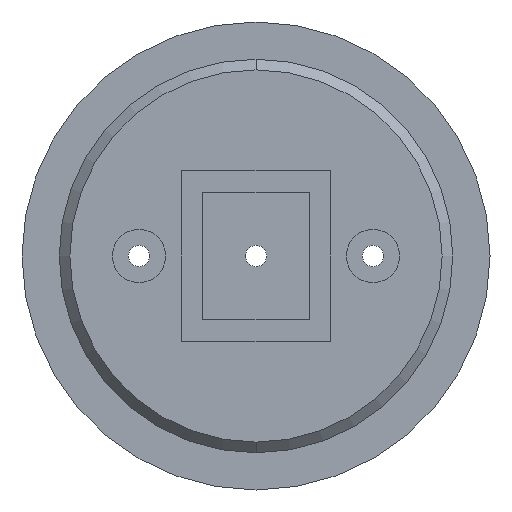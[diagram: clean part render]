
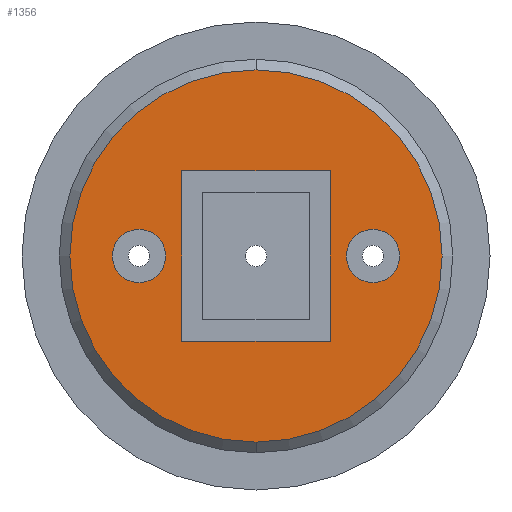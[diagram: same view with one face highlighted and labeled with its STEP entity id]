
A CAD part, front view. The second image highlights one B-rep face of the part: STEP entity #1356.
In plain terms, the highlighted planar face has unit normal (0, -1, 0).
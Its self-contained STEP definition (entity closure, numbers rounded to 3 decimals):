
#11 = ORIENTED_EDGE ( 'NONE', *, *, #367, .F. ) ;
#31 = LINE ( 'NONE', #1289, #1379 ) ;
#34 = CARTESIAN_POINT ( 'NONE',  ( 0., 0., 0. ) ) ;
#53 = EDGE_CURVE ( 'NONE', #1427, #434, #509, .T. ) ;
#57 = DIRECTION ( 'NONE',  ( 0., -1., 0. ) ) ;
#74 = CARTESIAN_POINT ( 'NONE',  ( -3.5, 0., 0. ) ) ;
#91 = VERTEX_POINT ( 'NONE', #717 ) ;
#95 = VERTEX_POINT ( 'NONE', #265 ) ;
#108 = VERTEX_POINT ( 'NONE', #158 ) ;
#119 = AXIS2_PLACEMENT_3D ( 'NONE', #798, #1015, #1245 ) ;
#158 = CARTESIAN_POINT ( 'NONE',  ( -5.5, 0., 1.25 ) ) ;
#176 = DIRECTION ( 'NONE',  ( 0., 0., 1. ) ) ;
#210 = FACE_BOUND ( 'NONE', #610, .T. ) ;
#214 = DIRECTION ( 'NONE',  ( -1., 0., 0. ) ) ;
#219 = ORIENTED_EDGE ( 'NONE', *, *, #428, .F. ) ;
#223 = CIRCLE ( 'NONE', #245, 1.25 ) ;
#245 = AXIS2_PLACEMENT_3D ( 'NONE', #1299, #647, #1177 ) ;
#265 = CARTESIAN_POINT ( 'NONE',  ( 3.5, 0., 4. ) ) ;
#341 = EDGE_CURVE ( 'NONE', #723, #91, #467, .T. ) ;
#367 = EDGE_CURVE ( 'NONE', #500, #445, #883, .T. ) ;
#393 = CARTESIAN_POINT ( 'NONE',  ( -5.5, 0., 0. ) ) ;
#407 = CIRCLE ( 'NONE', #760, 1.25 ) ;
#428 = EDGE_CURVE ( 'NONE', #754, #723, #1269, .T. ) ;
#430 = DIRECTION ( 'NONE',  ( 0., 0., 1. ) ) ;
#434 = VERTEX_POINT ( 'NONE', #742 ) ;
#437 = VERTEX_POINT ( 'NONE', #1075 ) ;
#438 = CARTESIAN_POINT ( 'NONE',  ( -3.5, 0., -4. ) ) ;
#445 = VERTEX_POINT ( 'NONE', #523 ) ;
#467 = LINE ( 'NONE', #1398, #721 ) ;
#494 = ORIENTED_EDGE ( 'NONE', *, *, #944, .F. ) ;
#500 = VERTEX_POINT ( 'NONE', #953 ) ;
#509 = CIRCLE ( 'NONE', #1439, 8.75 ) ;
#523 = CARTESIAN_POINT ( 'NONE',  ( 5.5, 0., 1.25 ) ) ;
#531 = CARTESIAN_POINT ( 'NONE',  ( 0., 0., 0. ) ) ;
#542 = FACE_BOUND ( 'NONE', #1215, .T. ) ;
#610 = EDGE_LOOP ( 'NONE', ( #11, #967 ) ) ;
#647 = DIRECTION ( 'NONE',  ( 0., -1., 0. ) ) ;
#664 = EDGE_LOOP ( 'NONE', ( #670, #1038 ) ) ;
#666 = LINE ( 'NONE', #1006, #962 ) ;
#670 = ORIENTED_EDGE ( 'NONE', *, *, #1279, .T. ) ;
#679 = EDGE_CURVE ( 'NONE', #95, #754, #666, .T. ) ;
#701 = CARTESIAN_POINT ( 'NONE',  ( 0., 0., 0. ) ) ;
#709 = DIRECTION ( 'NONE',  ( 0., 0., 1. ) ) ;
#717 = CARTESIAN_POINT ( 'NONE',  ( 3.5, 0., -4. ) ) ;
#721 = VECTOR ( 'NONE', #837, 1000. ) ;
#723 = VERTEX_POINT ( 'NONE', #438 ) ;
#742 = CARTESIAN_POINT ( 'NONE',  ( 0., 0., 8.75 ) ) ;
#754 = VERTEX_POINT ( 'NONE', #1183 ) ;
#758 = CIRCLE ( 'NONE', #1050, 8.75 ) ;
#760 = AXIS2_PLACEMENT_3D ( 'NONE', #393, #1284, #851 ) ;
#798 = CARTESIAN_POINT ( 'NONE',  ( 5.5, 0., 0. ) ) ;
#817 = ORIENTED_EDGE ( 'NONE', *, *, #679, .F. ) ;
#823 = CIRCLE ( 'NONE', #119, 1.25 ) ;
#837 = DIRECTION ( 'NONE',  ( 1., 0., 0. ) ) ;
#844 = DIRECTION ( 'NONE',  ( 0., 0., -1. ) ) ;
#851 = DIRECTION ( 'NONE',  ( 0., 0., -1. ) ) ;
#863 = PLANE ( 'NONE',  #1206 ) ;
#872 = DIRECTION ( 'NONE',  ( 0., -1., 0. ) ) ;
#883 = CIRCLE ( 'NONE', #1230, 1.25 ) ;
#944 = EDGE_CURVE ( 'NONE', #108, #437, #407, .T. ) ;
#953 = CARTESIAN_POINT ( 'NONE',  ( 5.5, 0., -1.25 ) ) ;
#954 = EDGE_CURVE ( 'NONE', #91, #95, #31, .T. ) ;
#962 = VECTOR ( 'NONE', #214, 1000. ) ;
#963 = FACE_BOUND ( 'NONE', #1290, .T. ) ;
#966 = EDGE_CURVE ( 'NONE', #437, #108, #223, .T. ) ;
#967 = ORIENTED_EDGE ( 'NONE', *, *, #1002, .F. ) ;
#1002 = EDGE_CURVE ( 'NONE', #445, #500, #823, .T. ) ;
#1006 = CARTESIAN_POINT ( 'NONE',  ( 0., 0., 4. ) ) ;
#1015 = DIRECTION ( 'NONE',  ( 0., -1., 0. ) ) ;
#1021 = ORIENTED_EDGE ( 'NONE', *, *, #341, .F. ) ;
#1038 = ORIENTED_EDGE ( 'NONE', *, *, #53, .T. ) ;
#1050 = AXIS2_PLACEMENT_3D ( 'NONE', #531, #872, #1203 ) ;
#1075 = CARTESIAN_POINT ( 'NONE',  ( -5.5, 0., -1.25 ) ) ;
#1158 = CARTESIAN_POINT ( 'NONE',  ( 0., 0., -8.75 ) ) ;
#1177 = DIRECTION ( 'NONE',  ( 0., 0., -1. ) ) ;
#1183 = CARTESIAN_POINT ( 'NONE',  ( -3.5, 0., 4. ) ) ;
#1189 = VECTOR ( 'NONE', #1291, 1000. ) ;
#1197 = ORIENTED_EDGE ( 'NONE', *, *, #954, .F. ) ;
#1203 = DIRECTION ( 'NONE',  ( 0., 0., 1. ) ) ;
#1206 = AXIS2_PLACEMENT_3D ( 'NONE', #34, #1257, #709 ) ;
#1215 = EDGE_LOOP ( 'NONE', ( #1358, #494 ) ) ;
#1230 = AXIS2_PLACEMENT_3D ( 'NONE', #1282, #57, #844 ) ;
#1245 = DIRECTION ( 'NONE',  ( 0., 0., -1. ) ) ;
#1257 = DIRECTION ( 'NONE',  ( 0., 1., 0. ) ) ;
#1269 = LINE ( 'NONE', #74, #1189 ) ;
#1279 = EDGE_CURVE ( 'NONE', #434, #1427, #758, .T. ) ;
#1282 = CARTESIAN_POINT ( 'NONE',  ( 5.5, 0., 0. ) ) ;
#1284 = DIRECTION ( 'NONE',  ( 0., -1., 0. ) ) ;
#1289 = CARTESIAN_POINT ( 'NONE',  ( 3.5, 0., 0. ) ) ;
#1290 = EDGE_LOOP ( 'NONE', ( #1197, #1021, #219, #817 ) ) ;
#1291 = DIRECTION ( 'NONE',  ( 0., 0., -1. ) ) ;
#1299 = CARTESIAN_POINT ( 'NONE',  ( -5.5, 0., 0. ) ) ;
#1317 = FACE_OUTER_BOUND ( 'NONE', #664, .T. ) ;
#1356 = ADVANCED_FACE ( 'NONE', ( #1317, #963, #542, #210 ), #863, .F. ) ;
#1358 = ORIENTED_EDGE ( 'NONE', *, *, #966, .F. ) ;
#1379 = VECTOR ( 'NONE', #176, 1000. ) ;
#1391 = DIRECTION ( 'NONE',  ( 0., -1., 0. ) ) ;
#1398 = CARTESIAN_POINT ( 'NONE',  ( 0., 0., -4. ) ) ;
#1427 = VERTEX_POINT ( 'NONE', #1158 ) ;
#1439 = AXIS2_PLACEMENT_3D ( 'NONE', #701, #1391, #430 ) ;
